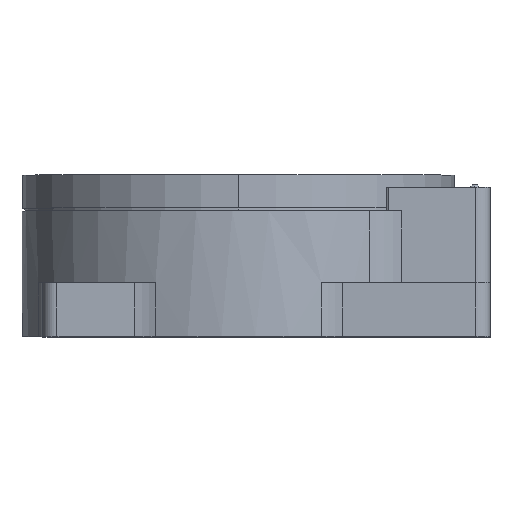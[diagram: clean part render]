
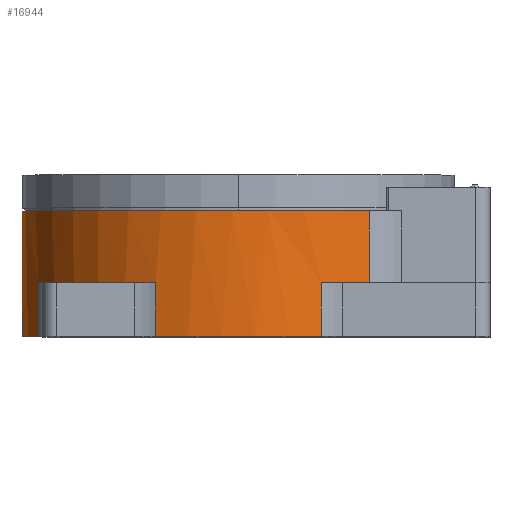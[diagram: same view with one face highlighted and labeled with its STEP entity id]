
A CAD part, top view. The second image highlights one B-rep face of the part: STEP entity #16944.
In plain terms, the highlighted cylindrical face has radius 120.5 mm (diameter 241 mm), a partial arc.
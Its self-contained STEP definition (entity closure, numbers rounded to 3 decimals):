
#585 = DIRECTION ( 'NONE',  ( 0., -1., 0. ) ) ;
#642 = CARTESIAN_POINT ( 'NONE',  ( 0., 83., 0. ) ) ;
#653 = ORIENTED_EDGE ( 'NONE', *, *, #14798, .T. ) ;
#741 = EDGE_CURVE ( 'NONE', #13539, #2447, #31268, .T. ) ;
#879 = CARTESIAN_POINT ( 'NONE',  ( 72.725, 83., 96.08 ) ) ;
#947 = LINE ( 'NONE', #21119, #27716 ) ;
#2447 = VERTEX_POINT ( 'NONE', #21741 ) ;
#2699 = EDGE_CURVE ( 'NONE', #27564, #5949, #28210, .T. ) ;
#2796 = LINE ( 'NONE', #3125, #22043 ) ;
#3125 = CARTESIAN_POINT ( 'NONE',  ( 46.198, 83., 111.292 ) ) ;
#3171 = ORIENTED_EDGE ( 'NONE', *, *, #12417, .T. ) ;
#3614 = CARTESIAN_POINT ( 'NONE',  ( -48.028, 70., -110.515 ) ) ;
#4389 = EDGE_CURVE ( 'NONE', #32521, #8123, #8201, .T. ) ;
#5607 = CARTESIAN_POINT ( 'NONE',  ( 0., 30., 0. ) ) ;
#5905 = EDGE_CURVE ( 'NONE', #14449, #7132, #947, .T. ) ;
#5949 = VERTEX_POINT ( 'NONE', #28601 ) ;
#6366 = DIRECTION ( 'NONE',  ( 0., -1., 0. ) ) ;
#6505 = DIRECTION ( 'NONE',  ( 0., -1., 0. ) ) ;
#6890 = CARTESIAN_POINT ( 'NONE',  ( -46.198, 30., 111.292 ) ) ;
#6965 = VERTEX_POINT ( 'NONE', #26861 ) ;
#7132 = VERTEX_POINT ( 'NONE', #16869 ) ;
#7175 = AXIS2_PLACEMENT_3D ( 'NONE', #31641, #6505, #16494 ) ;
#8123 = VERTEX_POINT ( 'NONE', #27674 ) ;
#8157 = FACE_OUTER_BOUND ( 'NONE', #10024, .T. ) ;
#8201 = CIRCLE ( 'NONE', #7175, 120.5 ) ;
#8203 = EDGE_CURVE ( 'NONE', #27564, #10369, #19207, .T. ) ;
#8224 = VERTEX_POINT ( 'NONE', #6890 ) ;
#8277 = CARTESIAN_POINT ( 'NONE',  ( -111.292, 30., -46.198 ) ) ;
#8280 = DIRECTION ( 'NONE',  ( 0., -1., 0. ) ) ;
#8373 = ORIENTED_EDGE ( 'NONE', *, *, #5905, .T. ) ;
#8595 = DIRECTION ( 'NONE',  ( 0., 0., 1. ) ) ;
#8885 = DIRECTION ( 'NONE',  ( 0., 0., 1. ) ) ;
#9577 = ORIENTED_EDGE ( 'NONE', *, *, #4389, .F. ) ;
#9865 = AXIS2_PLACEMENT_3D ( 'NONE', #9878, #30672, #10524 ) ;
#9878 = CARTESIAN_POINT ( 'NONE',  ( 0., 0., 0. ) ) ;
#10024 = EDGE_LOOP ( 'NONE', ( #14202, #31778, #18001, #8373, #16825, #27119, #19151, #653, #3171, #10542, #9577, #22752 ) ) ;
#10083 = AXIS2_PLACEMENT_3D ( 'NONE', #26747, #19257, #32248 ) ;
#10369 = VERTEX_POINT ( 'NONE', #30918 ) ;
#10524 = DIRECTION ( 'NONE',  ( 0., 0., 1. ) ) ;
#10542 = ORIENTED_EDGE ( 'NONE', *, *, #17285, .F. ) ;
#11114 = DIRECTION ( 'NONE',  ( 0., -1., 0. ) ) ;
#12417 = EDGE_CURVE ( 'NONE', #21012, #6965, #28999, .T. ) ;
#12462 = DIRECTION ( 'NONE',  ( 0., 0., 1. ) ) ;
#12625 = DIRECTION ( 'NONE',  ( 0., -1., 0. ) ) ;
#12956 = DIRECTION ( 'NONE',  ( 0., -1., 0. ) ) ;
#13297 = CARTESIAN_POINT ( 'NONE',  ( -111.292, 83., 46.198 ) ) ;
#13539 = VERTEX_POINT ( 'NONE', #14217 ) ;
#13878 = DIRECTION ( 'NONE',  ( 0., 1., 0. ) ) ;
#14202 = ORIENTED_EDGE ( 'NONE', *, *, #8203, .F. ) ;
#14217 = CARTESIAN_POINT ( 'NONE',  ( -111.292, 30., 46.198 ) ) ;
#14449 = VERTEX_POINT ( 'NONE', #8277 ) ;
#14798 = EDGE_CURVE ( 'NONE', #8224, #21012, #25208, .T. ) ;
#15563 = CARTESIAN_POINT ( 'NONE',  ( -48.028, 83., -110.515 ) ) ;
#16494 = DIRECTION ( 'NONE',  ( 0., 0., 1. ) ) ;
#16811 = DIRECTION ( 'NONE',  ( 0., -1., 0. ) ) ;
#16825 = ORIENTED_EDGE ( 'NONE', *, *, #23602, .T. ) ;
#16869 = CARTESIAN_POINT ( 'NONE',  ( -111.292, 0., -46.198 ) ) ;
#16944 = ADVANCED_FACE ( 'NONE', ( #8157 ), #23462, .T. ) ;
#17285 = EDGE_CURVE ( 'NONE', #8123, #6965, #2796, .T. ) ;
#17993 = EDGE_CURVE ( 'NONE', #8224, #13539, #18379, .T. ) ;
#18001 = ORIENTED_EDGE ( 'NONE', *, *, #32311, .F. ) ;
#18080 = VECTOR ( 'NONE', #28692, 1000. ) ;
#18379 = CIRCLE ( 'NONE', #27937, 120.5 ) ;
#19151 = ORIENTED_EDGE ( 'NONE', *, *, #17993, .F. ) ;
#19207 = CIRCLE ( 'NONE', #19806, 120.5 ) ;
#19257 = DIRECTION ( 'NONE',  ( 0., 1., 0. ) ) ;
#19806 = AXIS2_PLACEMENT_3D ( 'NONE', #24530, #13878, #8885 ) ;
#21012 = VERTEX_POINT ( 'NONE', #27142 ) ;
#21073 = CIRCLE ( 'NONE', #25865, 120.5 ) ;
#21119 = CARTESIAN_POINT ( 'NONE',  ( -111.292, 83., -46.198 ) ) ;
#21741 = CARTESIAN_POINT ( 'NONE',  ( -111.292, 0., 46.198 ) ) ;
#22043 = VECTOR ( 'NONE', #8280, 1000. ) ;
#22752 = ORIENTED_EDGE ( 'NONE', *, *, #32749, .F. ) ;
#23192 = CARTESIAN_POINT ( 'NONE',  ( -46.198, 83., 111.292 ) ) ;
#23462 = CYLINDRICAL_SURFACE ( 'NONE', #26269, 120.5 ) ;
#23548 = VECTOR ( 'NONE', #6366, 1000. ) ;
#23602 = EDGE_CURVE ( 'NONE', #7132, #2447, #24447, .T. ) ;
#24447 = CIRCLE ( 'NONE', #10083, 120.5 ) ;
#24530 = CARTESIAN_POINT ( 'NONE',  ( 0., 70., 0. ) ) ;
#25208 = LINE ( 'NONE', #23192, #23548 ) ;
#25865 = AXIS2_PLACEMENT_3D ( 'NONE', #5607, #585, #8595 ) ;
#26269 = AXIS2_PLACEMENT_3D ( 'NONE', #642, #16811, #26464 ) ;
#26326 = VECTOR ( 'NONE', #30875, 1000. ) ;
#26368 = LINE ( 'NONE', #879, #26326 ) ;
#26464 = DIRECTION ( 'NONE',  ( 0., 0., -1. ) ) ;
#26747 = CARTESIAN_POINT ( 'NONE',  ( 0., 0., 0. ) ) ;
#26861 = CARTESIAN_POINT ( 'NONE',  ( 46.198, 0., 111.292 ) ) ;
#27119 = ORIENTED_EDGE ( 'NONE', *, *, #741, .F. ) ;
#27142 = CARTESIAN_POINT ( 'NONE',  ( -46.198, 0., 111.292 ) ) ;
#27564 = VERTEX_POINT ( 'NONE', #3614 ) ;
#27674 = CARTESIAN_POINT ( 'NONE',  ( 46.198, 30., 111.292 ) ) ;
#27716 = VECTOR ( 'NONE', #11114, 1000. ) ;
#27937 = AXIS2_PLACEMENT_3D ( 'NONE', #32968, #12625, #12462 ) ;
#28210 = LINE ( 'NONE', #15563, #18080 ) ;
#28601 = CARTESIAN_POINT ( 'NONE',  ( -48.028, 30., -110.515 ) ) ;
#28692 = DIRECTION ( 'NONE',  ( 0., -1., 0. ) ) ;
#28999 = CIRCLE ( 'NONE', #9865, 120.5 ) ;
#30672 = DIRECTION ( 'NONE',  ( 0., 1., 0. ) ) ;
#30875 = DIRECTION ( 'NONE',  ( 0., -1., 0. ) ) ;
#30918 = CARTESIAN_POINT ( 'NONE',  ( 72.725, 70., 96.08 ) ) ;
#31268 = LINE ( 'NONE', #13297, #31271 ) ;
#31271 = VECTOR ( 'NONE', #12956, 1000. ) ;
#31641 = CARTESIAN_POINT ( 'NONE',  ( 0., 30., 0. ) ) ;
#31778 = ORIENTED_EDGE ( 'NONE', *, *, #2699, .T. ) ;
#32248 = DIRECTION ( 'NONE',  ( 0., 0., 1. ) ) ;
#32311 = EDGE_CURVE ( 'NONE', #14449, #5949, #21073, .T. ) ;
#32521 = VERTEX_POINT ( 'NONE', #32570 ) ;
#32570 = CARTESIAN_POINT ( 'NONE',  ( 72.725, 30., 96.08 ) ) ;
#32749 = EDGE_CURVE ( 'NONE', #10369, #32521, #26368, .T. ) ;
#32968 = CARTESIAN_POINT ( 'NONE',  ( 0., 30., 0. ) ) ;
